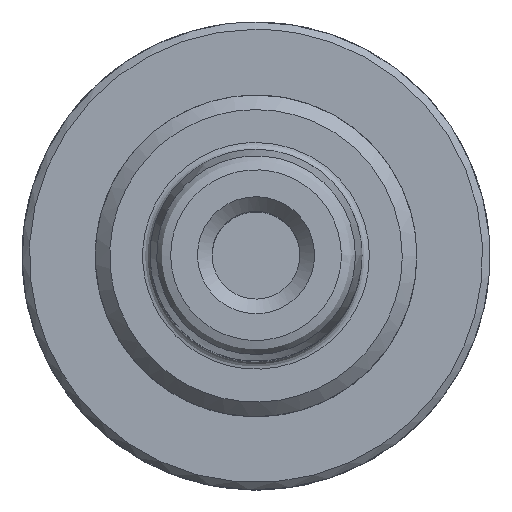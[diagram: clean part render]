
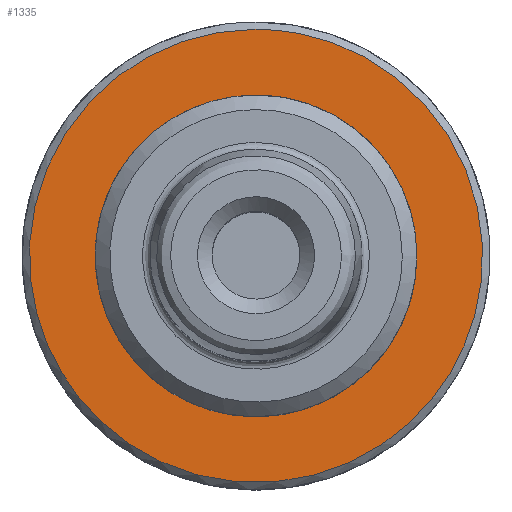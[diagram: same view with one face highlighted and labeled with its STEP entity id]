
A CAD part, top view. The second image highlights one B-rep face of the part: STEP entity #1335.
In plain terms, the highlighted free-form (B-spline) face has degree [1, 1] with [2, 2] control points.
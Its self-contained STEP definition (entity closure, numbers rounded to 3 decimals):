
#1278=CARTESIAN_POINT('V16',(-47.486,-43.107,
   -50.5));
#1279=VERTEX_POINT('V16',#1278);
#1285=CARTESIAN_POINT('E26',(-47.486,-43.107,
   -50.5));
#1286=CARTESIAN_POINT('E26',(-47.486,-24.055,
   -50.5));
#1287=CARTESIAN_POINT('E26',(-63.986,-33.581,
   -50.5));
#1288=CARTESIAN_POINT('E26',(-80.486,-43.107,
   -50.5));
#1289=CARTESIAN_POINT('E26',(-63.986,-52.634,
   -50.5));
#1290=CARTESIAN_POINT('E26',(-47.486,-62.16,
   -50.5));
#1291=CARTESIAN_POINT('E26',(-47.486,-43.107,
   -50.5));
#1299=(BOUNDED_CURVE()B_SPLINE_CURVE(2,(#1285,#1286,#1287,#1288,
   #1289,#1290,#1291),.CIRCULAR_ARC.,.T.,.U.)
   B_SPLINE_CURVE_WITH_KNOTS((3,2,2,3),(0.0,0.333,
   0.667,1.0),.UNSPECIFIED.)CURVE()
   GEOMETRIC_REPRESENTATION_ITEM()RATIONAL_B_SPLINE_CURVE((1.0,
   0.5,1.0,0.5,1.0,0.5,1.0)
   )REPRESENTATION_ITEM('E26'));
#1300=EDGE_CURVE('E26',#1279,#1279,#1299,.T.);
#1306=CARTESIAN_POINT('F14',(-41.686,-26.307,
   -50.5));
#1307=CARTESIAN_POINT('F14',(-75.286,-26.307,
   -50.5));
#1308=CARTESIAN_POINT('F14',(-41.686,-59.907,
   -50.5));
#1309=CARTESIAN_POINT('F14',(-75.286,-59.907,
   -50.5));
#1310=QUASI_UNIFORM_SURFACE('F14',1,1,((#1306,#1308),(#1307,#1309))
,.PLANE_SURF.,.F.,.F.,.U.);
#1311=CARTESIAN_POINT('V15',(-58.486,-27.607,
   -50.5));
#1312=VERTEX_POINT('V15',#1311);
#1313=CARTESIAN_POINT('E23',(-58.486,-27.607,
   -50.5));
#1314=CARTESIAN_POINT('E23',(-85.333,-27.607,
   -50.5));
#1315=CARTESIAN_POINT('E23',(-71.91,-50.857,
   -50.5));
#1316=CARTESIAN_POINT('E23',(-58.486,-74.107,
   -50.5));
#1317=CARTESIAN_POINT('E23',(-45.063,-50.857,
   -50.5));
#1318=CARTESIAN_POINT('E23',(-31.639,-27.607,
   -50.5));
#1319=CARTESIAN_POINT('E23',(-58.486,-27.607,
   -50.5));
#1327=(BOUNDED_CURVE()B_SPLINE_CURVE(2,(#1313,#1314,#1315,#1316,
   #1317,#1318,#1319),.CIRCULAR_ARC.,.T.,.U.)
   B_SPLINE_CURVE_WITH_KNOTS((3,2,2,3),(2.0,47.91,
   93.82,139.729),.UNSPECIFIED.)CURVE()
   GEOMETRIC_REPRESENTATION_ITEM()RATIONAL_B_SPLINE_CURVE((1.0,
   0.5,1.0,0.5,1.0,0.5,1.0)
   )REPRESENTATION_ITEM('E23'));
#1328=EDGE_CURVE('E23',#1312,#1312,#1327,.T.);
#1329=ORIENTED_EDGE('E23',*,*,#1328,.T.);
#1330=EDGE_LOOP('F14',(#1329));
#1331=FACE_OUTER_BOUND('F14',#1330,.T.);
#1332=ORIENTED_EDGE('E26',*,*,#1300,.F.);
#1333=EDGE_LOOP('F14',(#1332));
#1334=FACE_BOUND('F14',#1333,.T.);
#1335=ADVANCED_FACE('F14',(#1331,#1334),#1310,.T.);
